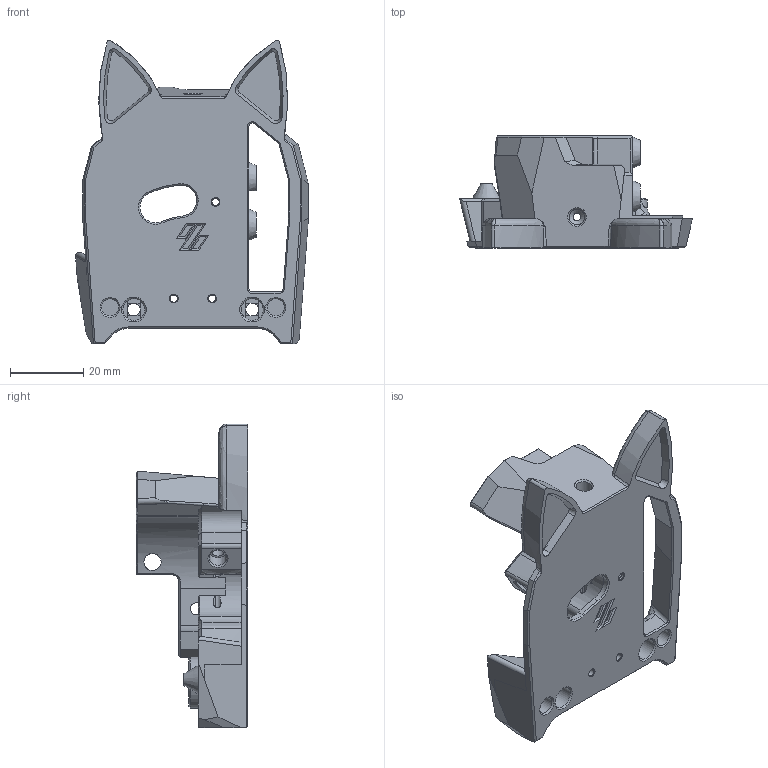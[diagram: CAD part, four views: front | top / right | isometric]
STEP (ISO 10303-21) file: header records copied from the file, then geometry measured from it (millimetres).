
FILE_DESCRIPTION(/* description */ ('STEP AP242','CAx-IF Rec.Pracs.---Representation and Presentation of Product Manufacturing Information (PMI)---4.0---2014-10-13','CAx-IF Rec.Pracs.---3D Tessellated Geometry---0.4---2014-09-14','2;1'),/* implementation_level */ '2;1');
FILE_NAME(/* name */ '67d1a61bb9303a0a5d2d4d4f',/* time_stamp */ '2025-03-12T15:19:55Z',/* author */ (''),/* organization */ (''),/* preprocessor_version */ 'ST-DEVELOPER v20',/* originating_system */ 'ONSHAPE BY PTC INC, 1.194',/* authorisation */ ' ');
FILE_SCHEMA (('AP242_MANAGED_MODEL_BASED_3D_ENGINEERING_MIM_LF { 1 0 10303 442 1 1 4 }'));
Length unit declared in the file: metre
Products named in the file (1): front_body_ECAS_coupler
Bounding box: 63.77 x 30.6 x 83.18 mm (x, y, z)
Volume: 37028.5 mm3; surface area: 17325.7 mm2
Topology: 1 solids, 1 shells, 435 faces, 1160 edges, 738 vertices
Faces by surface type: plane 236, cylinder 78, cone 66, bspline 53, torus 2
Full cylindrical faces by diameter (mm): 2 x3, 2.9 x1, 3.3 x1, 3.5 x3, 3.6 x1, 4.3 x2, 4.7 x8, 5 x1, 6 x2, 14 x1
Entity records: 14892 total; most frequent: CARTESIAN_POINT 4805, ORIENTED_EDGE 2180, DIRECTION 1870, EDGE_CURVE 1090, VERTEX_POINT 714, AXIS2_PLACEMENT_3D 631, LINE 608, VECTOR 608
